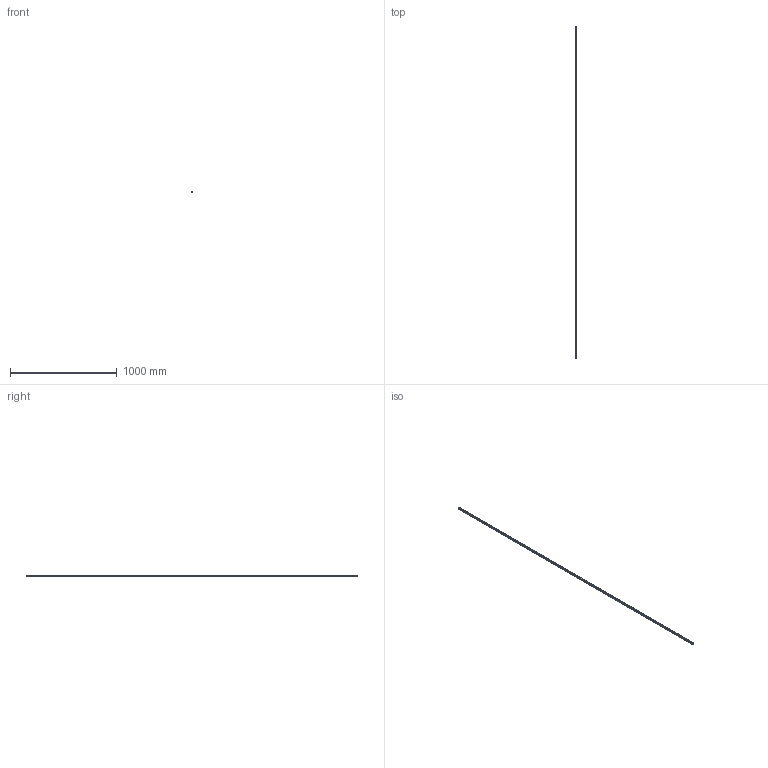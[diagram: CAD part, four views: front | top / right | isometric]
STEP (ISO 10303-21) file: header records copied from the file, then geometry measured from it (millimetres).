
FILE_DESCRIPTION(('STEP AP214'),'1');
FILE_NAME('cctmp_D22685BB-4A84-4657-90EF-47D5296C75A2_2020_5_5_14_19_1_491..stp','2020-05-05T12:19:01',('HIWIN GmbH'),('CADClick - www.CADClick.com'),'Spatial InterOp 3D',' ','unknown authorization');
FILE_SCHEMA(('AUTOMOTIVE_DESIGN'));
Length unit declared in the file: millimetre
Products named in the file (1): HGR15R3110H_FILE
Bounding box: 15 x 3110 x 15 mm (x, y, z)
Volume: 571346.2 mm3; surface area: 207076.5 mm2
Topology: 1 solids, 1 shells, 583 faces, 1263 edges, 842 vertices
Faces by surface type: cylinder 338, plane 245
Entity records: 20881 total; most frequent: DIRECTION 3107, CARTESIAN_POINT 2689, ORIENTED_EDGE 2526, EDGE_CURVE 1263, AXIS2_PLACEMENT_3D 1260, VERTEX_POINT 842, EDGE_LOOP 743, CIRCLE 676
